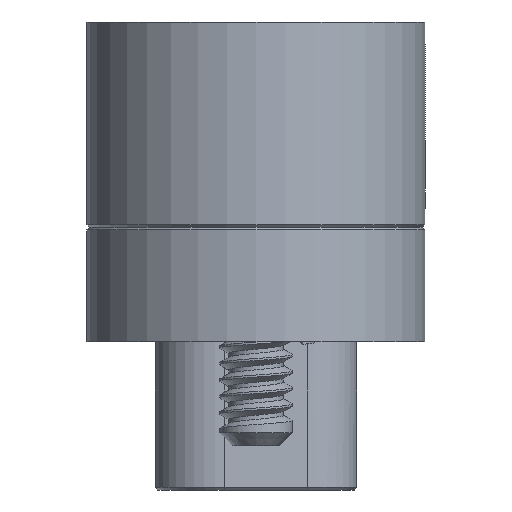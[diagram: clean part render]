
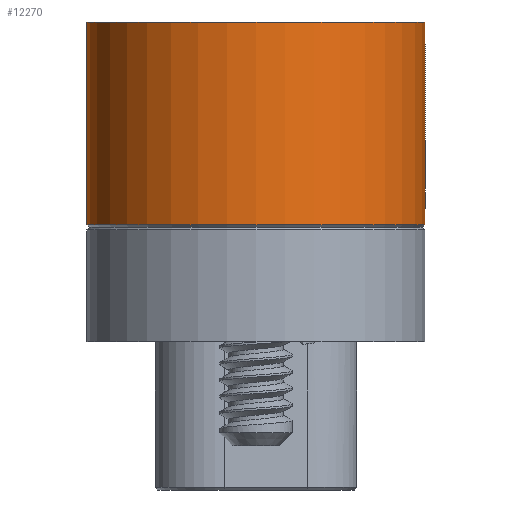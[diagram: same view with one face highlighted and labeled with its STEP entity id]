
A CAD part, left-side view. The second image highlights one B-rep face of the part: STEP entity #12270.
In plain terms, the highlighted cylindrical face has radius 6.5 mm (diameter 13 mm), a partial arc.
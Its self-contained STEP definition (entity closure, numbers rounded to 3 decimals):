
#406 = CARTESIAN_POINT ( 'NONE',  ( -20.5, -6.5, 0. ) ) ;
#505 = DIRECTION ( 'NONE',  ( 0., 0., 1. ) ) ;
#1031 = CARTESIAN_POINT ( 'NONE',  ( -20.5, 0., -7.8 ) ) ;
#1715 = DIRECTION ( 'NONE',  ( 1., 0., 0. ) ) ;
#1800 = CARTESIAN_POINT ( 'NONE',  ( -20.5, 6.5, -7.8 ) ) ;
#1864 = EDGE_CURVE ( 'NONE', #14148, #15038, #15378, .T. ) ;
#2192 = ORIENTED_EDGE ( 'NONE', *, *, #15924, .F. ) ;
#2575 = EDGE_CURVE ( 'NONE', #3607, #15038, #11316, .T. ) ;
#3607 = VERTEX_POINT ( 'NONE', #17707 ) ;
#3724 = CIRCLE ( 'NONE', #12938, 6.5 ) ;
#4592 = DIRECTION ( 'NONE',  ( 0., 0., 1. ) ) ;
#4783 = CYLINDRICAL_SURFACE ( 'NONE', #13887, 6.5 ) ;
#4872 = DIRECTION ( 'NONE',  ( 0., 0., 1. ) ) ;
#5050 = DIRECTION ( 'NONE',  ( 1., 0., 0. ) ) ;
#5722 = CARTESIAN_POINT ( 'NONE',  ( -20.5, 6.5, -7.9 ) ) ;
#5863 = CARTESIAN_POINT ( 'NONE',  ( -20.5, 0., 0. ) ) ;
#6092 = DIRECTION ( 'NONE',  ( 1., 0., 0. ) ) ;
#6343 = VECTOR ( 'NONE', #13694, 1000. ) ;
#6897 = LINE ( 'NONE', #5722, #6343 ) ;
#7128 = EDGE_CURVE ( 'NONE', #10872, #14148, #3724, .T. ) ;
#7586 = ORIENTED_EDGE ( 'NONE', *, *, #2575, .F. ) ;
#8323 = VECTOR ( 'NONE', #11035, 1000. ) ;
#9858 = CARTESIAN_POINT ( 'NONE',  ( -20.5, -6.5, -7.9 ) ) ;
#10472 = CARTESIAN_POINT ( 'NONE',  ( -20.5, 0., -7.9 ) ) ;
#10872 = VERTEX_POINT ( 'NONE', #1800 ) ;
#11035 = DIRECTION ( 'NONE',  ( 0., 0., 1. ) ) ;
#11316 = CIRCLE ( 'NONE', #14791, 6.5 ) ;
#12270 = ADVANCED_FACE ( 'NONE', ( #17076 ), #4783, .T. ) ;
#12938 = AXIS2_PLACEMENT_3D ( 'NONE', #1031, #505, #6092 ) ;
#13259 = ORIENTED_EDGE ( 'NONE', *, *, #7128, .T. ) ;
#13308 = EDGE_LOOP ( 'NONE', ( #2192, #13259, #14012, #7586 ) ) ;
#13694 = DIRECTION ( 'NONE',  ( 0., 0., 1. ) ) ;
#13887 = AXIS2_PLACEMENT_3D ( 'NONE', #10472, #4872, #5050 ) ;
#14012 = ORIENTED_EDGE ( 'NONE', *, *, #1864, .T. ) ;
#14148 = VERTEX_POINT ( 'NONE', #15999 ) ;
#14791 = AXIS2_PLACEMENT_3D ( 'NONE', #5863, #4592, #1715 ) ;
#15038 = VERTEX_POINT ( 'NONE', #406 ) ;
#15378 = LINE ( 'NONE', #9858, #8323 ) ;
#15924 = EDGE_CURVE ( 'NONE', #10872, #3607, #6897, .T. ) ;
#15999 = CARTESIAN_POINT ( 'NONE',  ( -20.5, -6.5, -7.8 ) ) ;
#17076 = FACE_OUTER_BOUND ( 'NONE', #13308, .T. ) ;
#17707 = CARTESIAN_POINT ( 'NONE',  ( -20.5, 6.5, 0. ) ) ;
